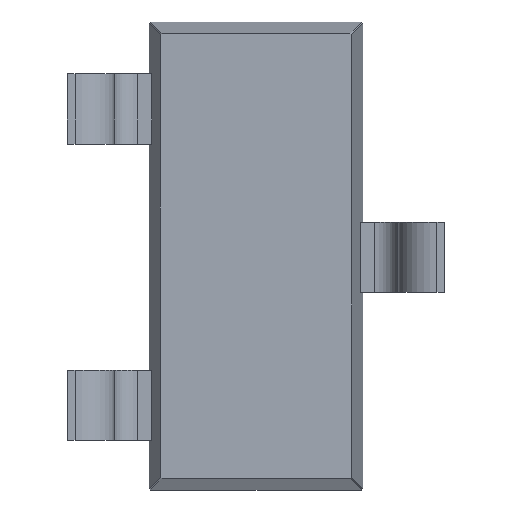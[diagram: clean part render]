
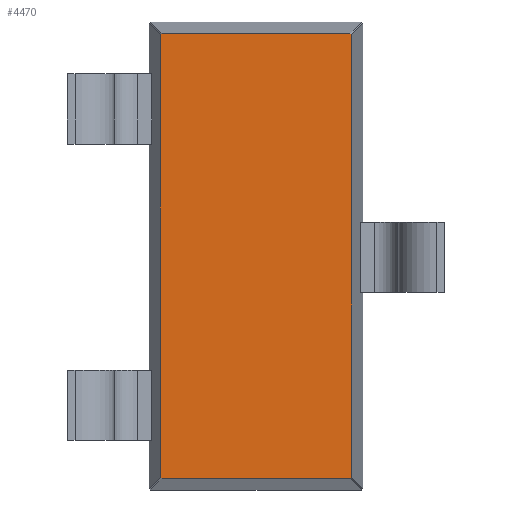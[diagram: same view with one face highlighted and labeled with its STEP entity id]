
A CAD part, front view. The second image highlights one B-rep face of the part: STEP entity #4470.
In plain terms, the highlighted planar face has unit normal (0, -1, 0).
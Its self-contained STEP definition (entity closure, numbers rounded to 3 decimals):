
#77 = ORIENTED_EDGE ( 'NONE', *, *, #1673, .T. ) ;
#106 = EDGE_CURVE ( 'NONE', #1393, #3902, #5521, .T. ) ;
#118 = ORIENTED_EDGE ( 'NONE', *, *, #3997, .T. ) ;
#154 = VECTOR ( 'NONE', #574, 1000. ) ;
#167 = VECTOR ( 'NONE', #2417, 1000. ) ;
#267 = EDGE_LOOP ( 'NONE', ( #2368, #1408, #77, #2117, #4463, #118, #5520, #3439 ) ) ;
#371 = EDGE_CURVE ( 'NONE', #1531, #3093, #606, .T. ) ;
#392 = DIRECTION ( 'NONE',  ( 1., 0., 0. ) ) ;
#419 = LINE ( 'NONE', #2168, #1179 ) ;
#574 = DIRECTION ( 'NONE',  ( -0.718, 0., 0.696 ) ) ;
#606 = LINE ( 'NONE', #2932, #154 ) ;
#775 = CARTESIAN_POINT ( 'NONE',  ( 0.613, 0.1, -1.5 ) ) ;
#1019 = CARTESIAN_POINT ( 'NONE',  ( 0.685, 0.1, 1.428 ) ) ;
#1179 = VECTOR ( 'NONE', #392, 1000. ) ;
#1375 = LINE ( 'NONE', #4667, #5518 ) ;
#1393 = VERTEX_POINT ( 'NONE', #5389 ) ;
#1408 = ORIENTED_EDGE ( 'NONE', *, *, #371, .T. ) ;
#1460 = FACE_OUTER_BOUND ( 'NONE', #267, .T. ) ;
#1464 = LINE ( 'NONE', #1019, #167 ) ;
#1531 = VERTEX_POINT ( 'NONE', #1770 ) ;
#1673 = EDGE_CURVE ( 'NONE', #3093, #2965, #1464, .T. ) ;
#1755 = CARTESIAN_POINT ( 'NONE',  ( 0., 0.1, 0. ) ) ;
#1770 = CARTESIAN_POINT ( 'NONE',  ( 0.613, 0.1, 1.418 ) ) ;
#1915 = PLANE ( 'NONE',  #2545 ) ;
#1953 = VECTOR ( 'NONE', #4972, 1000. ) ;
#2097 = EDGE_CURVE ( 'NONE', #2965, #5262, #3677, .T. ) ;
#2117 = ORIENTED_EDGE ( 'NONE', *, *, #2097, .T. ) ;
#2119 = LINE ( 'NONE', #775, #1953 ) ;
#2168 = CARTESIAN_POINT ( 'NONE',  ( -0.685, 0.1, -1.428 ) ) ;
#2273 = VERTEX_POINT ( 'NONE', #5211 ) ;
#2368 = ORIENTED_EDGE ( 'NONE', *, *, #4229, .T. ) ;
#2417 = DIRECTION ( 'NONE',  ( -1., 0., 0. ) ) ;
#2545 = AXIS2_PLACEMENT_3D ( 'NONE', #1755, #5399, #5937 ) ;
#2590 = CARTESIAN_POINT ( 'NONE',  ( -0.613, 0.1, 1.417 ) ) ;
#2756 = EDGE_CURVE ( 'NONE', #5262, #2273, #4716, .T. ) ;
#2932 = CARTESIAN_POINT ( 'NONE',  ( 1.005, 0.1, 1.037 ) ) ;
#2939 = CARTESIAN_POINT ( 'NONE',  ( -0.613, 0.1, 1.5 ) ) ;
#2965 = VERTEX_POINT ( 'NONE', #5321 ) ;
#3093 = VERTEX_POINT ( 'NONE', #4781 ) ;
#3288 = VECTOR ( 'NONE', #4965, 1000. ) ;
#3364 = CARTESIAN_POINT ( 'NONE',  ( -0.602, 0.1, -1.428 ) ) ;
#3439 = ORIENTED_EDGE ( 'NONE', *, *, #106, .T. ) ;
#3610 = CARTESIAN_POINT ( 'NONE',  ( 1.024, 0.1, -0.993 ) ) ;
#3677 = LINE ( 'NONE', #5535, #3757 ) ;
#3757 = VECTOR ( 'NONE', #5081, 1000. ) ;
#3902 = VERTEX_POINT ( 'NONE', #5424 ) ;
#3997 = EDGE_CURVE ( 'NONE', #2273, #5324, #1375, .T. ) ;
#4229 = EDGE_CURVE ( 'NONE', #3902, #1531, #2119, .T. ) ;
#4463 = ORIENTED_EDGE ( 'NONE', *, *, #2756, .T. ) ;
#4470 = ADVANCED_FACE ( 'NONE', ( #1460 ), #1915, .T. ) ;
#4544 = EDGE_CURVE ( 'NONE', #5324, #1393, #419, .T. ) ;
#4667 = CARTESIAN_POINT ( 'NONE',  ( -1.005, 0.1, -1.037 ) ) ;
#4716 = LINE ( 'NONE', #2939, #3288 ) ;
#4781 = CARTESIAN_POINT ( 'NONE',  ( 0.602, 0.1, 1.428 ) ) ;
#4907 = VECTOR ( 'NONE', #5463, 1000. ) ;
#4965 = DIRECTION ( 'NONE',  ( 0., 0., -1. ) ) ;
#4972 = DIRECTION ( 'NONE',  ( 0., 0., 1. ) ) ;
#5081 = DIRECTION ( 'NONE',  ( -0.696, 0., -0.718 ) ) ;
#5141 = DIRECTION ( 'NONE',  ( 0.718, 0., -0.696 ) ) ;
#5211 = CARTESIAN_POINT ( 'NONE',  ( -0.613, 0.1, -1.418 ) ) ;
#5262 = VERTEX_POINT ( 'NONE', #2590 ) ;
#5321 = CARTESIAN_POINT ( 'NONE',  ( -0.603, 0.1, 1.428 ) ) ;
#5324 = VERTEX_POINT ( 'NONE', #3364 ) ;
#5389 = CARTESIAN_POINT ( 'NONE',  ( 0.603, 0.1, -1.428 ) ) ;
#5399 = DIRECTION ( 'NONE',  ( 0., -1., 0. ) ) ;
#5424 = CARTESIAN_POINT ( 'NONE',  ( 0.613, 0.1, -1.417 ) ) ;
#5463 = DIRECTION ( 'NONE',  ( 0.696, 0., 0.718 ) ) ;
#5518 = VECTOR ( 'NONE', #5141, 1000. ) ;
#5520 = ORIENTED_EDGE ( 'NONE', *, *, #4544, .T. ) ;
#5521 = LINE ( 'NONE', #3610, #4907 ) ;
#5535 = CARTESIAN_POINT ( 'NONE',  ( -1.024, 0.1, 0.993 ) ) ;
#5937 = DIRECTION ( 'NONE',  ( 0., 0., -1. ) ) ;
